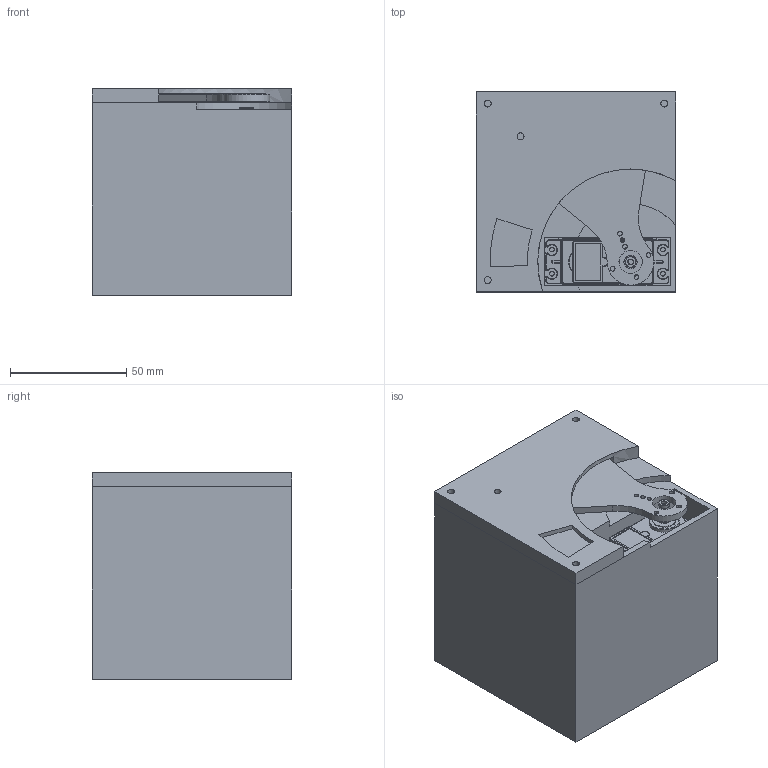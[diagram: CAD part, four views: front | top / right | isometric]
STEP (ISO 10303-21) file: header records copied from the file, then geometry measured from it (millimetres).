
FILE_DESCRIPTION(('CATIA V5 STEP Exchange'),'2;1');
FILE_NAME('feeding_machine.stp','2022-06-09T09:07:47+00:00',('none'),('none'),'CATIA Version 5-6 Release 2015','CATIA V5 STEP AP203','none');
FILE_SCHEMA(('CONFIG_CONTROL_DESIGN'));
Length unit declared in the file: millimetre
Products named in the file (2): Product1; HS-322HD_ASM
Assembly tree (5 placements, depth 3):
  Product1
    #57
    HS-322HD_ASM
      #2131
    #17975
    #18994
Bounding box: 86 x 86 x 89 mm (x, y, z)
Volume: 399153.4 mm3; surface area: 84546.8 mm2
Topology: 5 solids, 14 shells, 597 faces, 1557 edges, 1017 vertices
Faces by surface type: plane 291, cylinder 241, torus 37, bspline 24, cone 4
Entity records: 20062 total; most frequent: CARTESIAN_POINT 6097, ORIENTED_EDGE 3090, DIRECTION 2355, EDGE_CURVE 1545, VERTEX_POINT 999, AXIS2_PLACEMENT_3D 940, VECTOR 864, LINE 864
